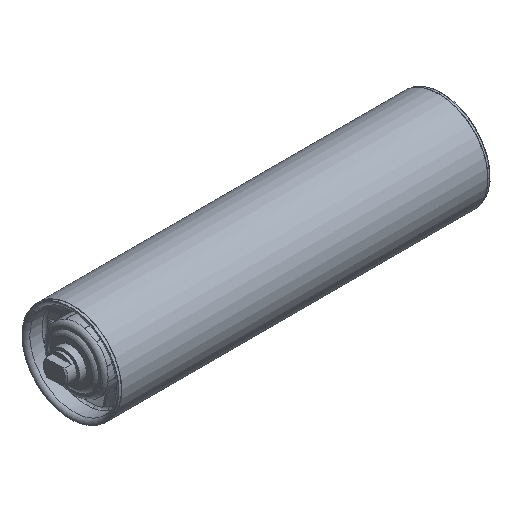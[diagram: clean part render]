
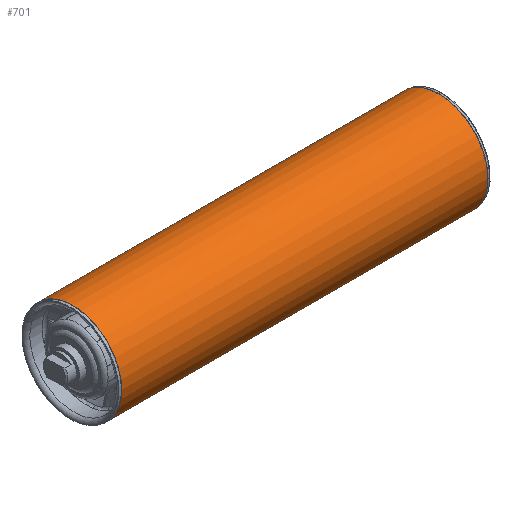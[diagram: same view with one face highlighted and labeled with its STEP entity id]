
A CAD part, isometric view. The second image highlights one B-rep face of the part: STEP entity #701.
In plain terms, the highlighted cylindrical face has radius 40 mm (diameter 80 mm), a full revolution.
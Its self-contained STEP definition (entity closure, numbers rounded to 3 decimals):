
#674=CARTESIAN_POINT('',(75.,0.,0.0));
#675=DIRECTION('',(1.0,0.,0.0));
#676=DIRECTION('',(0.0,1.0,0.0));
#677=AXIS2_PLACEMENT_3D('',#674,#675,#676);
#678=CYLINDRICAL_SURFACE('',#677,40.);
#679=CARTESIAN_POINT('',(-150.,40.,0.0));
#680=VERTEX_POINT('',#679);
#681=CARTESIAN_POINT('',(-150.,0.,0.0));
#682=DIRECTION('',(1.0,0.0,0.0));
#683=DIRECTION('',(0.0,1.0,0.0));
#684=AXIS2_PLACEMENT_3D('',#681,#682,#683);
#685=CIRCLE('',#684,40.);
#686=EDGE_CURVE('',#680,#680,#685,.T.);
#687=ORIENTED_EDGE('',*,*,#686,.T.);
#688=EDGE_LOOP('',(#687));
#689=FACE_OUTER_BOUND('',#688,.T.);
#690=CARTESIAN_POINT('',(150.,40.,0.0));
#691=VERTEX_POINT('',#690);
#692=CARTESIAN_POINT('',(150.,0.,0.0));
#693=DIRECTION('',(1.0,0.0,0.0));
#694=DIRECTION('',(0.0,1.0,0.0));
#695=AXIS2_PLACEMENT_3D('',#692,#693,#694);
#696=CIRCLE('',#695,40.);
#697=EDGE_CURVE('',#691,#691,#696,.T.);
#698=ORIENTED_EDGE('',*,*,#697,.F.);
#699=EDGE_LOOP('',(#698));
#700=FACE_BOUND('',#699,.T.);
#701=ADVANCED_FACE('',(#689,#700),#678,.T.);
